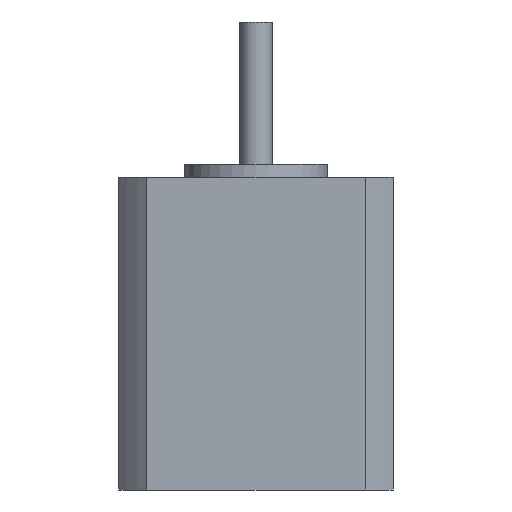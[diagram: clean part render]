
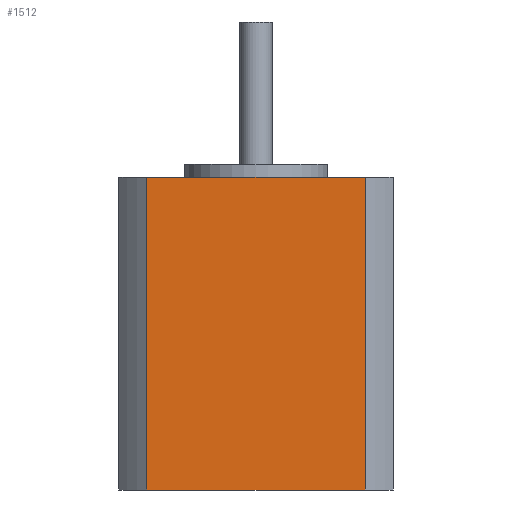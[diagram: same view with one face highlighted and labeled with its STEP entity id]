
A CAD part, front view. The second image highlights one B-rep face of the part: STEP entity #1512.
In plain terms, the highlighted planar face has unit normal (0, -1, 0).
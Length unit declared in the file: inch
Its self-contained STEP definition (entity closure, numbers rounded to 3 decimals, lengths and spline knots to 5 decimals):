
#85 = FACE_OUTER_BOUND ( 'NONE', #335, .T. ) ;
#180 = LINE ( 'NONE', #1632, #1100 ) ;
#191 = EDGE_CURVE ( 'NONE', #1361, #656, #454, .T. ) ;
#256 = DIRECTION ( 'NONE',  ( 1., 0., 0. ) ) ;
#335 = EDGE_LOOP ( 'NONE', ( #444, #960, #403, #1412 ) ) ;
#356 = CARTESIAN_POINT ( 'NONE',  ( -0.65932, -0.83, 0. ) ) ;
#379 = CARTESIAN_POINT ( 'NONE',  ( -0.705, -0.83, 1.89 ) ) ;
#403 = ORIENTED_EDGE ( 'NONE', *, *, #597, .T. ) ;
#412 = VECTOR ( 'NONE', #1355, 39.37008 ) ;
#444 = ORIENTED_EDGE ( 'NONE', *, *, #655, .T. ) ;
#454 = LINE ( 'NONE', #1374, #412 ) ;
#487 = CARTESIAN_POINT ( 'NONE',  ( -0.65932, -0.83, 1.89 ) ) ;
#516 = DIRECTION ( 'NONE',  ( 0., 0., -1. ) ) ;
#565 = LINE ( 'NONE', #1486, #1552 ) ;
#597 = EDGE_CURVE ( 'NONE', #1361, #704, #565, .T. ) ;
#604 = CARTESIAN_POINT ( 'NONE',  ( 0.65932, -0.83, 0. ) ) ;
#655 = EDGE_CURVE ( 'NONE', #1360, #656, #180, .T. ) ;
#656 = VERTEX_POINT ( 'NONE', #875 ) ;
#704 = VERTEX_POINT ( 'NONE', #1640 ) ;
#761 = VECTOR ( 'NONE', #256, 39.37008 ) ;
#875 = CARTESIAN_POINT ( 'NONE',  ( 0.65932, -0.83, 1.89 ) ) ;
#960 = ORIENTED_EDGE ( 'NONE', *, *, #191, .F. ) ;
#1001 = DIRECTION ( 'NONE',  ( 0., 0., -1. ) ) ;
#1094 = LINE ( 'NONE', #356, #761 ) ;
#1100 = VECTOR ( 'NONE', #1250, 39.37008 ) ;
#1142 = PLANE ( 'NONE',  #1353 ) ;
#1250 = DIRECTION ( 'NONE',  ( 0., 0., 1. ) ) ;
#1271 = DIRECTION ( 'NONE',  ( 0., -1., 0. ) ) ;
#1353 = AXIS2_PLACEMENT_3D ( 'NONE', #379, #1271, #516 ) ;
#1355 = DIRECTION ( 'NONE',  ( 1., 0., 0. ) ) ;
#1360 = VERTEX_POINT ( 'NONE', #604 ) ;
#1361 = VERTEX_POINT ( 'NONE', #487 ) ;
#1374 = CARTESIAN_POINT ( 'NONE',  ( -0.65932, -0.83, 1.89 ) ) ;
#1412 = ORIENTED_EDGE ( 'NONE', *, *, #1494, .T. ) ;
#1486 = CARTESIAN_POINT ( 'NONE',  ( -0.65932, -0.83, 1.89 ) ) ;
#1494 = EDGE_CURVE ( 'NONE', #704, #1360, #1094, .T. ) ;
#1512 = ADVANCED_FACE ( 'NONE', ( #85 ), #1142, .T. ) ;
#1552 = VECTOR ( 'NONE', #1001, 39.37008 ) ;
#1632 = CARTESIAN_POINT ( 'NONE',  ( 0.65932, -0.83, 0. ) ) ;
#1640 = CARTESIAN_POINT ( 'NONE',  ( -0.65932, -0.83, 0. ) ) ;
